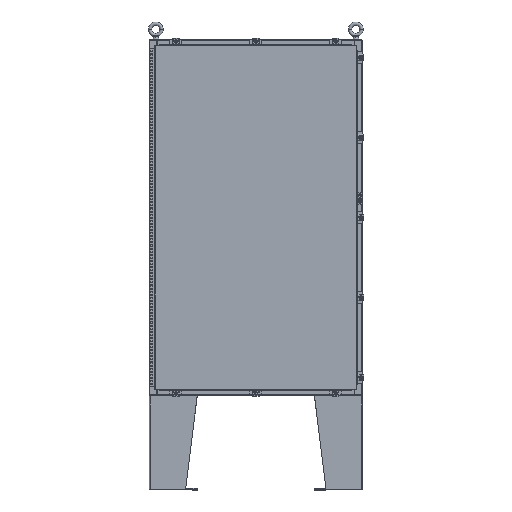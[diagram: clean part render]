
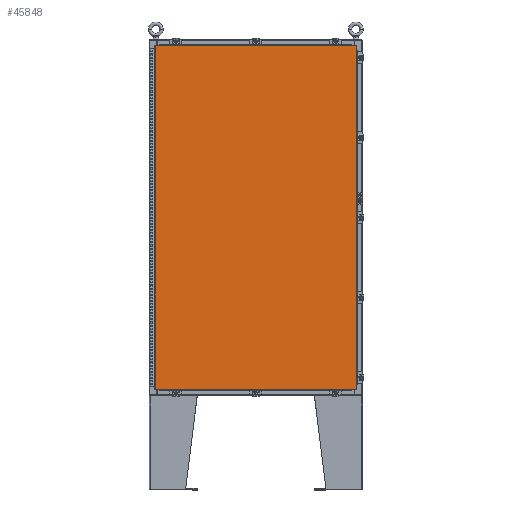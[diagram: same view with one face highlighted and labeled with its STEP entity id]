
A CAD part, top view. The second image highlights one B-rep face of the part: STEP entity #45848.
In plain terms, the highlighted planar face has unit normal (0, 0, 1).
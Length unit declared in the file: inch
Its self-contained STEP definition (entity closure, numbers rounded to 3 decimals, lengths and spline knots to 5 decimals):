
#1887 = DIRECTION ( 'NONE',  ( 0., 1., 0. ) ) ;
#4376 = LINE ( 'NONE', #23144, #42812 ) ;
#4691 = DIRECTION ( 'NONE',  ( 0., -1., 0. ) ) ;
#6940 = EDGE_CURVE ( 'NONE', #56944, #19182, #4376, .T. ) ;
#14200 = FACE_OUTER_BOUND ( 'NONE', #35840, .T. ) ;
#18117 = VERTEX_POINT ( 'NONE', #64167 ) ;
#19182 = VERTEX_POINT ( 'NONE', #19432 ) ;
#19432 = CARTESIAN_POINT ( 'NONE',  ( -16.9903, -29.0063, 0. ) ) ;
#21145 = PLANE ( 'NONE',  #44879 ) ;
#21384 = CARTESIAN_POINT ( 'NONE',  ( 0., 0., 0. ) ) ;
#23144 = CARTESIAN_POINT ( 'NONE',  ( -16.9903, 29.0063, 0. ) ) ;
#24016 = LINE ( 'NONE', #56916, #64251 ) ;
#25085 = EDGE_CURVE ( 'NONE', #18117, #26804, #56360, .T. ) ;
#25661 = DIRECTION ( 'NONE',  ( 1., 0., 0. ) ) ;
#25788 = EDGE_CURVE ( 'NONE', #26804, #56944, #58733, .T. ) ;
#26614 = DIRECTION ( 'NONE',  ( -1., 0., 0. ) ) ;
#26745 = VECTOR ( 'NONE', #1887, 39.37008 ) ;
#26804 = VERTEX_POINT ( 'NONE', #54332 ) ;
#32525 = CARTESIAN_POINT ( 'NONE',  ( -16.9903, 29.0063, 0. ) ) ;
#33342 = ORIENTED_EDGE ( 'NONE', *, *, #25788, .T. ) ;
#35840 = EDGE_LOOP ( 'NONE', ( #38449, #54294, #33342, #50546 ) ) ;
#36243 = EDGE_CURVE ( 'NONE', #19182, #18117, #24016, .T. ) ;
#38449 = ORIENTED_EDGE ( 'NONE', *, *, #36243, .T. ) ;
#42812 = VECTOR ( 'NONE', #4691, 39.37008 ) ;
#44720 = VECTOR ( 'NONE', #60638, 39.37008 ) ;
#44879 = AXIS2_PLACEMENT_3D ( 'NONE', #21384, #58080, #26614 ) ;
#45848 = ADVANCED_FACE ( 'NONE', ( #14200 ), #21145, .F. ) ;
#50546 = ORIENTED_EDGE ( 'NONE', *, *, #6940, .T. ) ;
#54102 = CARTESIAN_POINT ( 'NONE',  ( 16.9903, -29.0063, 0. ) ) ;
#54294 = ORIENTED_EDGE ( 'NONE', *, *, #25085, .T. ) ;
#54332 = CARTESIAN_POINT ( 'NONE',  ( 16.9903, 29.0063, 0. ) ) ;
#56360 = LINE ( 'NONE', #54102, #26745 ) ;
#56916 = CARTESIAN_POINT ( 'NONE',  ( -16.9903, -29.0063, 0. ) ) ;
#56944 = VERTEX_POINT ( 'NONE', #32525 ) ;
#58080 = DIRECTION ( 'NONE',  ( 0., 0., -1. ) ) ;
#58733 = LINE ( 'NONE', #65911, #44720 ) ;
#60638 = DIRECTION ( 'NONE',  ( -1., 0., 0. ) ) ;
#64167 = CARTESIAN_POINT ( 'NONE',  ( 16.9903, -29.0063, 0. ) ) ;
#64251 = VECTOR ( 'NONE', #25661, 39.37008 ) ;
#65911 = CARTESIAN_POINT ( 'NONE',  ( 16.9903, 29.0063, 0. ) ) ;
